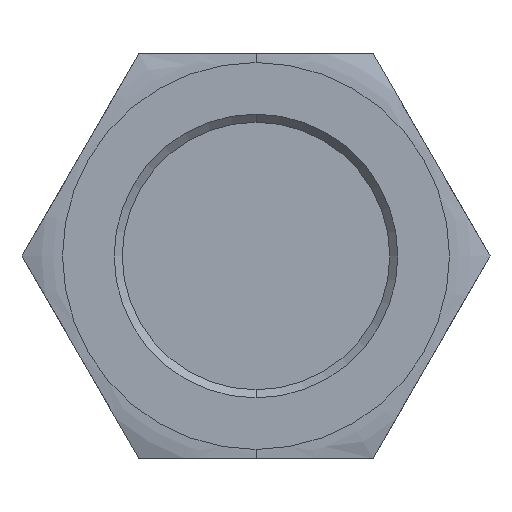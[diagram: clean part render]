
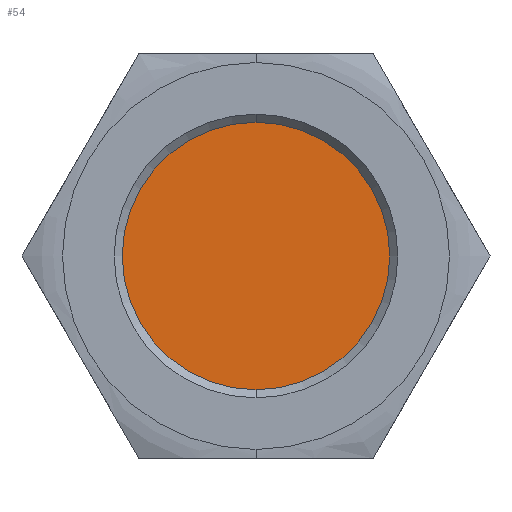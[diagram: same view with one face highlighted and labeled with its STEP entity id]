
A CAD part, front view. The second image highlights one B-rep face of the part: STEP entity #54.
In plain terms, the highlighted planar face has unit normal (0, -1, 0).
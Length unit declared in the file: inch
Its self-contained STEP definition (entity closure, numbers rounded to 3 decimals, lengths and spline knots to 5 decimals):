
#30 = ORIENTED_EDGE ( 'NONE', *, *, #49, .F. ) ;
#31 = ORIENTED_EDGE ( 'NONE', *, *, #224, .F. ) ;
#42 = EDGE_LOOP ( 'NONE', ( #31, #30 ) ) ;
#49 = EDGE_CURVE ( 'NONE', #75, #152, #350, .T. ) ;
#54 = ADVANCED_FACE ( 'NONE', ( #244 ), #243, .T. ) ;
#75 = VERTEX_POINT ( 'NONE', #293 ) ;
#152 = VERTEX_POINT ( 'NONE', #516 ) ;
#224 = EDGE_CURVE ( 'NONE', #152, #75, #676, .T. ) ;
#239 = DIRECTION ( 'NONE',  ( 0., 0., 1. ) ) ;
#240 = DIRECTION ( 'NONE',  ( 0., -1., 0. ) ) ;
#241 = CARTESIAN_POINT ( 'NONE',  ( 0., -0.25, 0. ) ) ;
#242 = AXIS2_PLACEMENT_3D ( 'NONE', #241, #240, #239 ) ;
#243 = PLANE ( 'NONE',  #242 ) ;
#244 = FACE_OUTER_BOUND ( 'NONE', #42, .T. ) ;
#293 = CARTESIAN_POINT ( 'NONE',  ( 0., -0.25, 0.0825 ) ) ;
#346 = DIRECTION ( 'NONE',  ( 0., 0., 1. ) ) ;
#347 = DIRECTION ( 'NONE',  ( 0., 1., 0. ) ) ;
#348 = CARTESIAN_POINT ( 'NONE',  ( 0., -0.25, 0. ) ) ;
#349 = AXIS2_PLACEMENT_3D ( 'NONE', #348, #347, #346 ) ;
#350 = CIRCLE ( 'NONE', #349, 0.0825 ) ;
#516 = CARTESIAN_POINT ( 'NONE',  ( 0., -0.25, -0.0825 ) ) ;
#672 = DIRECTION ( 'NONE',  ( 0., 0., 1. ) ) ;
#673 = DIRECTION ( 'NONE',  ( 0., 1., 0. ) ) ;
#674 = CARTESIAN_POINT ( 'NONE',  ( 0., -0.25, 0. ) ) ;
#675 = AXIS2_PLACEMENT_3D ( 'NONE', #674, #673, #672 ) ;
#676 = CIRCLE ( 'NONE', #675, 0.0825 ) ;
